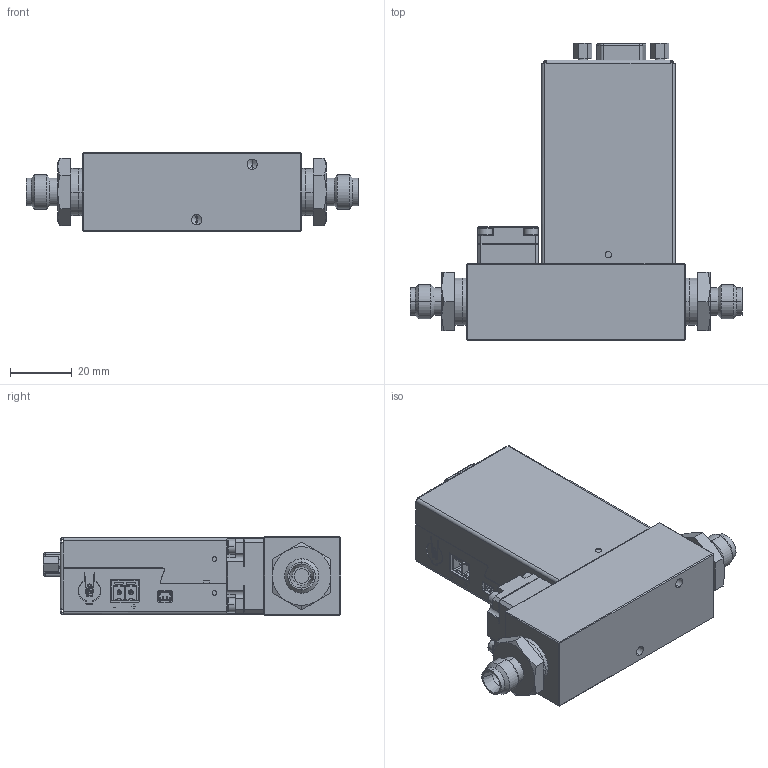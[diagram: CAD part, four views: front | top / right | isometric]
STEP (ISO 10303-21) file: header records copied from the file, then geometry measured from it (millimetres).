
FILE_DESCRIPTION (( 'STEP AP214' ), '1' );
FILE_NAME ('MF1-Meter-SW-PROFIBUS[MF1MgggrrrS4s0].STEP', '2013-02-07T08:08:18', ( '' ), ( '' ), 'SwSTEP 2.0', 'SolidWorks 2011', '' );
FILE_SCHEMA (( 'AUTOMOTIVE_DESIGN' ));
Length unit declared in the file: millimetre
Products named in the file (1): MF1-Meter-SW-PROFIBUS[MF1MgggrrrS4s0]
Bounding box: 107.63 x 96.5 x 25.4 mm (x, y, z)
Volume: 121708.7 mm3; surface area: 27818.8 mm2
Topology: 1 solids, 17 shells, 1367 faces, 4392 edges, 3236 vertices
Faces by surface type: plane 910, cylinder 368, cone 52, bspline 21, torus 16
Entity records: 72753 total; most frequent: CARTESIAN_POINT 18876, ORIENTED_EDGE 8736, DIRECTION 7141, EDGE_CURVE 4368, VERTEX_POINT 3236, VECTOR 2859, LINE 2859, AXIS2_PLACEMENT_3D 2141
